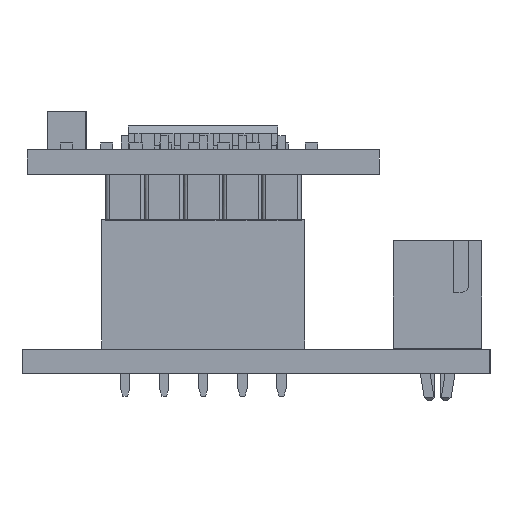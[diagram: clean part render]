
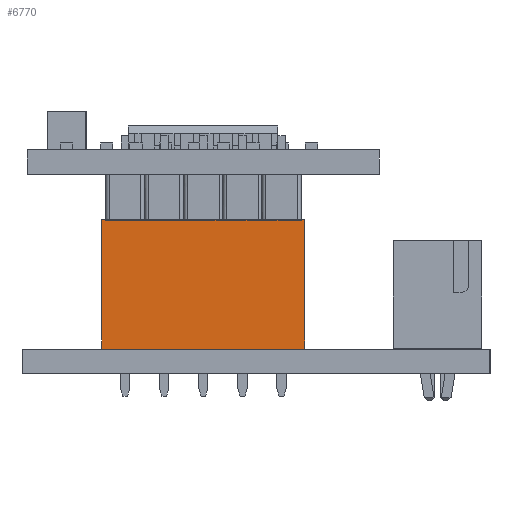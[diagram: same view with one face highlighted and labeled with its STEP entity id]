
A CAD part, left-side view. The second image highlights one B-rep face of the part: STEP entity #6770.
In plain terms, the highlighted planar face has unit normal (-1, 0, 0).
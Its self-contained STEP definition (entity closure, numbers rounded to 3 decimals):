
#4365 = VERTEX_POINT('',#4366);
#4366 = CARTESIAN_POINT('',(-1.27,6.6,3.));
#4372 = EDGE_CURVE('',#4373,#4365,#4375,.T.);
#4373 = VERTEX_POINT('',#4374);
#4374 = CARTESIAN_POINT('',(-1.27,6.6,11.5));
#4375 = LINE('',#4376,#4377);
#4376 = CARTESIAN_POINT('',(-1.27,6.6,11.5));
#4377 = VECTOR('',#4378,1.);
#4378 = DIRECTION('',(0.,0.,-1.));
#6711 = VERTEX_POINT('',#6712);
#6712 = CARTESIAN_POINT('',(-1.27,-6.6,11.5));
#6718 = EDGE_CURVE('',#6711,#6719,#6721,.T.);
#6719 = VERTEX_POINT('',#6720);
#6720 = CARTESIAN_POINT('',(-1.27,-6.6,3.));
#6721 = LINE('',#6722,#6723);
#6722 = CARTESIAN_POINT('',(-1.27,-6.6,11.5));
#6723 = VECTOR('',#6724,1.);
#6724 = DIRECTION('',(0.,0.,-1.));
#6742 = EDGE_CURVE('',#4365,#6719,#6743,.T.);
#6743 = LINE('',#6744,#6745);
#6744 = CARTESIAN_POINT('',(-1.27,6.6,3.));
#6745 = VECTOR('',#6746,1.);
#6746 = DIRECTION('',(0.,-1.,0.));
#6770 = ADVANCED_FACE('',(#6771),#6782,.T.);
#6771 = FACE_BOUND('',#6772,.T.);
#6772 = EDGE_LOOP('',(#6773,#6774,#6775,#6776));
#6773 = ORIENTED_EDGE('',*,*,#4372,.T.);
#6774 = ORIENTED_EDGE('',*,*,#6742,.T.);
#6775 = ORIENTED_EDGE('',*,*,#6718,.F.);
#6776 = ORIENTED_EDGE('',*,*,#6777,.F.);
#6777 = EDGE_CURVE('',#4373,#6711,#6778,.T.);
#6778 = LINE('',#6779,#6780);
#6779 = CARTESIAN_POINT('',(-1.27,6.6,11.5));
#6780 = VECTOR('',#6781,1.);
#6781 = DIRECTION('',(0.,-1.,0.));
#6782 = PLANE('',#6783);
#6783 = AXIS2_PLACEMENT_3D('',#6784,#6785,#6786);
#6784 = CARTESIAN_POINT('',(-1.27,6.6,11.5));
#6785 = DIRECTION('',(-1.,0.,0.));
#6786 = DIRECTION('',(0.,0.,-1.));
